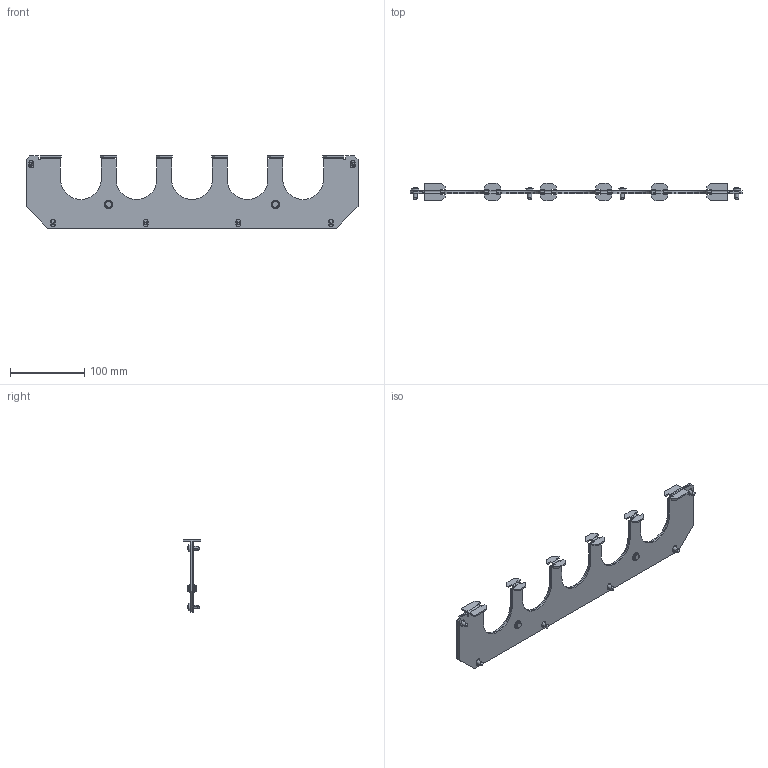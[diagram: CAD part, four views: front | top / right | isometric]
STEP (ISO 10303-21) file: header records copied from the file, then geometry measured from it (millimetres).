
FILE_DESCRIPTION (( 'STEP AP203' ), '1' );
FILE_NAME ('UR29104101000 Ïàíåëü êàáåëüíîãî ââîäà êîíöåâàÿ 100ìì RS52 00.100 (2øò) (000.801.581-03).STEP', '2022-04-15T11:32:31', ( '' ), ( '' ), 'SwSTEP 2.0', 'SolidWorks 2017', '' );
FILE_SCHEMA (( 'CONFIG_CONTROL_DESIGN' ));
Length unit declared in the file: millimetre
Products named in the file (4): UR29104101000 Ïàíåëü êàáåëüíîãî ââîäà êîíöåâàÿ 100ìì RS52 00.100 (2øò) (000.801.581-03); 003-511 Ïàíåëü êîíöåâàÿ êàáåëüíîãî ââîäà RS52_03 (00.55); ч蜱齁罻 ST-9; Âèíò DIN 7500 C TORX_Œ5å12
Assembly tree (12 placements, depth 2):
  UR29104101000 Ïàíåëü êàáåëüíîãî ââîäà êîíöåâàÿ 100ìì RS52 00.100 (2øò) (000.801.581-03)
    003-511 Ïàíåëü êîíöåâàÿ êàáåëüíîãî ââîäà RS52_03 (00.55)  x2
    ч蜱齁罻 ST-9  x4
    Âèíò DIN 7500 C TORX_Œ5å12  x6
Bounding box: 448 x 24 x 97.5 mm (x, y, z)
Volume: 118587.4 mm3; surface area: 128314.8 mm2
Topology: 12 solids, 12 shells, 622 faces, 1684 edges, 1100 vertices
Faces by surface type: plane 338, cylinder 208, cone 32, torus 32, sphere 12
Entity records: 7486 total; most frequent: CARTESIAN_POINT 1306, DIRECTION 1173, ORIENTED_EDGE 1160, EDGE_CURVE 580, AXIS2_PLACEMENT_3D 393, LINE 387, VECTOR 387, VERTEX_POINT 380
